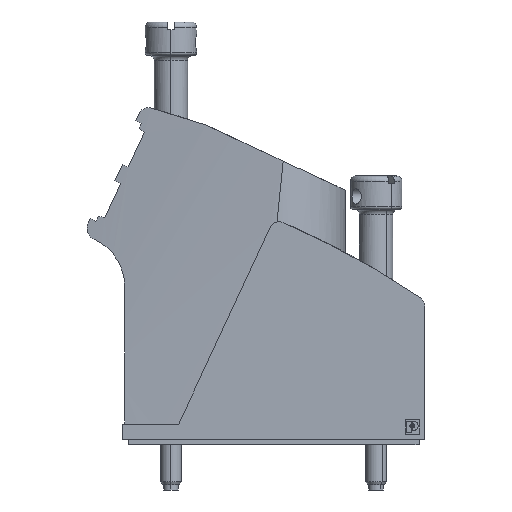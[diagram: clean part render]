
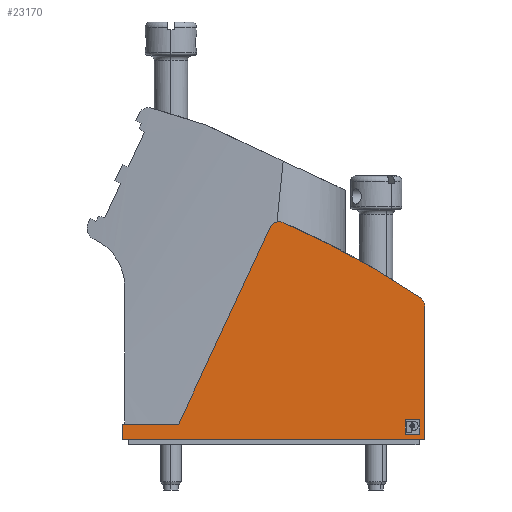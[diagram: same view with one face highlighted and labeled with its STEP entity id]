
A CAD part, left-side view. The second image highlights one B-rep face of the part: STEP entity #23170.
In plain terms, the highlighted face is planar.
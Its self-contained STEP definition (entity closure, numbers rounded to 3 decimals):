
#2820=CARTESIAN_POINT('',(-876.691,121.75,
-995.517));
#2830=VERTEX_POINT('',#2820);
#5200=CARTESIAN_POINT('',(-903.367,121.75,
-980.88));
#5210=VERTEX_POINT('',#5200);
#5240=CARTESIAN_POINT('',(-810.999,121.75,
-844.158));
#5250=DIRECTION('',(0.,-1.,0.));
#5260=DIRECTION('',(-1.,0.,0.));
#5270=AXIS2_PLACEMENT_3D('',#5240,#5250,#5260);
#5280=CIRCLE('',#5270,165.);
#5290=EDGE_CURVE('',#5210,#2830,#5280,.T.);
#11930=CARTESIAN_POINT('',(-904.247,121.75,
-979.223));
#11940=VERTEX_POINT('',#11930);
#11970=CARTESIAN_POINT('',(-902.247,121.75,
-979.223));
#11980=DIRECTION('',(0.,-1.,0.));
#11990=DIRECTION('',(-1.,0.,0.));
#12000=AXIS2_PLACEMENT_3D('',#11970,#11980,#11990);
#12010=CIRCLE('',#12000,2.);
#12020=EDGE_CURVE('',#11940,#5210,#12010,.T.);
#21910=CARTESIAN_POINT('',(-866.032,121.75,
-972.885));
#21920=DIRECTION('',(0.,1.,-0.));
#21930=DIRECTION('',(-1.,0.,0.));
#21940=AXIS2_PLACEMENT_3D('',#21910,#21920,#21930);
#21950=PLANE('',#21940);
#21960=CARTESIAN_POINT('',(-900.598,121.75,
-956.931));
#21970=DIRECTION('',(0.,-1.,0.));
#21980=DIRECTION('',(-1.,0.,0.));
#21990=AXIS2_PLACEMENT_3D('',#21960,#21970,#21980);
#22000=CIRCLE('',#21990,0.2);
#22010=CARTESIAN_POINT('',(-900.598,121.75,
-957.132));
#22020=VERTEX_POINT('',#22010);
#22030=CARTESIAN_POINT('',(-900.397,121.75,
-956.931));
#22040=VERTEX_POINT('',#22030);
#22050=EDGE_CURVE('',#22020,#22040,#22000,.T.);
#22060=ORIENTED_EDGE('',*,*,#22050,.F.);
#22070=CARTESIAN_POINT('',(-900.397,121.75,
54.114));
#22080=DIRECTION('',(0.,0.,-1.));
#22090=VECTOR('',#22080,1.);
#22100=LINE('',#22070,#22090);
#22110=CARTESIAN_POINT('',(-900.397,121.75,
-954.482));
#22120=VERTEX_POINT('',#22110);
#22130=EDGE_CURVE('',#22120,#22040,#22100,.T.);
#22140=ORIENTED_EDGE('',*,*,#22130,.T.);
#22150=CARTESIAN_POINT('',(-900.598,121.75,
-954.482));
#22160=DIRECTION('',(0.,-1.,0.));
#22170=DIRECTION('',(-1.,0.,0.));
#22180=AXIS2_PLACEMENT_3D('',#22150,#22160,#22170);
#22190=CIRCLE('',#22180,0.2);
#22200=CARTESIAN_POINT('',(-900.598,121.75,
-954.282));
#22210=VERTEX_POINT('',#22200);
#22220=EDGE_CURVE('',#22120,#22210,#22190,.T.);
#22230=ORIENTED_EDGE('',*,*,#22220,.F.);
#22240=CARTESIAN_POINT('',(-262.742,121.75,
-954.282));
#22250=DIRECTION('',(1.,0.,0.));
#22260=VECTOR('',#22250,1.);
#22270=LINE('',#22240,#22260);
#22280=CARTESIAN_POINT('',(-903.047,121.75,
-954.282));
#22290=VERTEX_POINT('',#22280);
#22300=EDGE_CURVE('',#22290,#22210,#22270,.T.);
#22310=ORIENTED_EDGE('',*,*,#22300,.T.);
#22320=CARTESIAN_POINT('',(-903.047,121.75,
-954.482));
#22330=DIRECTION('',(0.,-1.,0.));
#22340=DIRECTION('',(-1.,0.,0.));
#22350=AXIS2_PLACEMENT_3D('',#22320,#22330,#22340);
#22360=CIRCLE('',#22350,0.2);
#22370=CARTESIAN_POINT('',(-903.247,121.75,
-954.482));
#22380=VERTEX_POINT('',#22370);
#22390=EDGE_CURVE('',#22290,#22380,#22360,.T.);
#22400=ORIENTED_EDGE('',*,*,#22390,.F.);
#22410=CARTESIAN_POINT('',(-903.247,121.75,
54.114));
#22420=DIRECTION('',(0.,0.,1.));
#22430=VECTOR('',#22420,1.);
#22440=LINE('',#22410,#22430);
#22450=CARTESIAN_POINT('',(-903.247,121.75,
-956.931));
#22460=VERTEX_POINT('',#22450);
#22470=EDGE_CURVE('',#22460,#22380,#22440,.T.);
#22480=ORIENTED_EDGE('',*,*,#22470,.T.);
#22490=CARTESIAN_POINT('',(-903.047,121.75,
-956.931));
#22500=DIRECTION('',(0.,-1.,0.));
#22510=DIRECTION('',(-1.,0.,0.));
#22520=AXIS2_PLACEMENT_3D('',#22490,#22500,#22510);
#22530=CIRCLE('',#22520,0.2);
#22540=CARTESIAN_POINT('',(-903.047,121.75,
-957.132));
#22550=VERTEX_POINT('',#22540);
#22560=EDGE_CURVE('',#22460,#22550,#22530,.T.);
#22570=ORIENTED_EDGE('',*,*,#22560,.F.);
#22580=CARTESIAN_POINT('',(-262.742,121.75,
-957.132));
#22590=DIRECTION('',(-1.,0.,0.));
#22600=VECTOR('',#22590,1.);
#22610=LINE('',#22580,#22600);
#22620=EDGE_CURVE('',#22020,#22550,#22610,.T.);
#22630=ORIENTED_EDGE('',*,*,#22620,.T.);
#22640=EDGE_LOOP('',(#22630,#22570,#22480,#22400,#22310,#22230,#22140,
#22060));
#22650=FACE_BOUND('',#22640,.T.);
#22660=CARTESIAN_POINT('',(-262.742,121.75,
-953.282));
#22670=DIRECTION('',(-1.,0.,0.));
#22680=VECTOR('',#22670,1.);
#22690=LINE('',#22660,#22680);
#22700=CARTESIAN_POINT('',(-845.247,121.75,
-953.282));
#22710=VERTEX_POINT('',#22700);
#22720=CARTESIAN_POINT('',(-904.247,121.75,
-953.282));
#22730=VERTEX_POINT('',#22720);
#22740=EDGE_CURVE('',#22710,#22730,#22690,.T.);
#22750=ORIENTED_EDGE('',*,*,#22740,.T.);
#22760=CARTESIAN_POINT('',(-845.247,121.75,
54.114));
#22770=DIRECTION('',(0.,0.,1.));
#22780=VECTOR('',#22770,1.);
#22790=LINE('',#22760,#22780);
#22800=CARTESIAN_POINT('',(-845.247,121.75,
-956.282));
#22810=VERTEX_POINT('',#22800);
#22820=EDGE_CURVE('',#22810,#22710,#22790,.T.);
#22830=ORIENTED_EDGE('',*,*,#22820,.T.);
#22840=CARTESIAN_POINT('',(-262.742,121.75,
-956.282));
#22850=DIRECTION('',(-1.,0.,0.));
#22860=VECTOR('',#22850,1.);
#22870=LINE('',#22840,#22860);
#22880=CARTESIAN_POINT('',(-856.247,121.75,
-956.282));
#22890=VERTEX_POINT('',#22880);
#22900=EDGE_CURVE('',#22810,#22890,#22870,.T.);
#22910=ORIENTED_EDGE('',*,*,#22900,.F.);
#22920=CARTESIAN_POINT('',(-385.092,121.75,
54.114));
#22930=DIRECTION('',(0.423,0.,0.906));
#22940=VECTOR('',#22930,1.);
#22950=LINE('',#22920,#22940);
#22960=CARTESIAN_POINT('',(-874.082,121.75,
-994.527));
#22970=VERTEX_POINT('',#22960);
#22980=EDGE_CURVE('',#22970,#22890,#22950,.T.);
#22990=ORIENTED_EDGE('',*,*,#22980,.T.);
#23000=CARTESIAN_POINT('',(-875.894,121.75,
-993.682));
#23010=DIRECTION('',(0.,-1.,0.));
#23020=DIRECTION('',(-1.,0.,0.));
#23030=AXIS2_PLACEMENT_3D('',#23000,#23010,#23020);
#23040=CIRCLE('',#23030,2.);
#23050=EDGE_CURVE('',#2830,#22970,#23040,.T.);
#23060=ORIENTED_EDGE('',*,*,#23050,.T.);
#23070=ORIENTED_EDGE('',*,*,#5290,.T.);
#23080=ORIENTED_EDGE('',*,*,#12020,.T.);
#23090=CARTESIAN_POINT('',(-904.247,121.75,
54.114));
#23100=DIRECTION('',(0.,0.,1.));
#23110=VECTOR('',#23100,1.);
#23120=LINE('',#23090,#23110);
#23130=EDGE_CURVE('',#11940,#22730,#23120,.T.);
#23140=ORIENTED_EDGE('',*,*,#23130,.F.);
#23150=EDGE_LOOP('',(#23140,#23080,#23070,#23060,#22990,#22910,#22830,
#22750));
#23160=FACE_OUTER_BOUND('',#23150,.T.);
#23170=ADVANCED_FACE('',(#22650,#23160),#21950,.F.);
